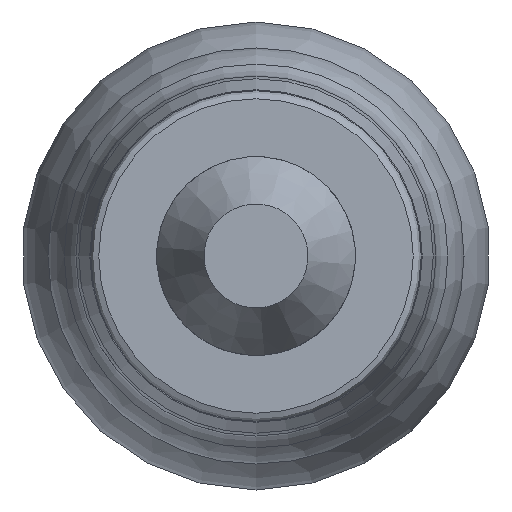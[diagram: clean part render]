
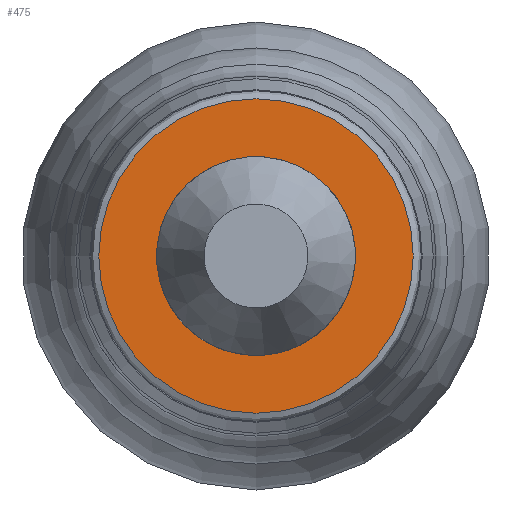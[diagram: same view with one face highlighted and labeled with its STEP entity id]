
A CAD part, left-side view. The second image highlights one B-rep face of the part: STEP entity #475.
In plain terms, the highlighted planar face has unit normal (-1, 0, 0).
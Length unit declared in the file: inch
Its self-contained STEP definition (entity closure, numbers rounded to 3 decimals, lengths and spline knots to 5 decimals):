
#38 = DIRECTION ( 'NONE',  ( -1., 0., 0. ) ) ;
#66 = CARTESIAN_POINT ( 'NONE',  ( 0., 0., 0.01965 ) ) ;
#102 = FACE_OUTER_BOUND ( 'NONE', #403, .T. ) ;
#103 = AXIS2_PLACEMENT_3D ( 'NONE', #127, #240, #457 ) ;
#127 = CARTESIAN_POINT ( 'NONE',  ( 0., 0., 0. ) ) ;
#151 = CARTESIAN_POINT ( 'NONE',  ( 0., 0., 0. ) ) ;
#194 = CARTESIAN_POINT ( 'NONE',  ( 0., 0., -0.01243 ) ) ;
#240 = DIRECTION ( 'NONE',  ( -1., 0., 0. ) ) ;
#280 = EDGE_LOOP ( 'NONE', ( #579 ) ) ;
#346 = CIRCLE ( 'NONE', #653, 0.01243 ) ;
#403 = EDGE_LOOP ( 'NONE', ( #644 ) ) ;
#416 = EDGE_CURVE ( 'NONE', #643, #643, #346, .T. ) ;
#423 = CIRCLE ( 'NONE', #103, 0.01965 ) ;
#434 = PLANE ( 'NONE',  #494 ) ;
#457 = DIRECTION ( 'NONE',  ( 0., 0., 1. ) ) ;
#465 = DIRECTION ( 'NONE',  ( 0., 0., -1. ) ) ;
#475 = ADVANCED_FACE ( 'NONE', ( #599, #102 ), #434, .F. ) ;
#494 = AXIS2_PLACEMENT_3D ( 'NONE', #685, #514, #501 ) ;
#501 = DIRECTION ( 'NONE',  ( 0., 0., -1. ) ) ;
#514 = DIRECTION ( 'NONE',  ( 1., 0., 0. ) ) ;
#539 = VERTEX_POINT ( 'NONE', #66 ) ;
#558 = EDGE_CURVE ( 'NONE', #539, #539, #423, .T. ) ;
#579 = ORIENTED_EDGE ( 'NONE', *, *, #416, .F. ) ;
#599 = FACE_BOUND ( 'NONE', #280, .T. ) ;
#643 = VERTEX_POINT ( 'NONE', #194 ) ;
#644 = ORIENTED_EDGE ( 'NONE', *, *, #558, .T. ) ;
#653 = AXIS2_PLACEMENT_3D ( 'NONE', #151, #38, #465 ) ;
#685 = CARTESIAN_POINT ( 'NONE',  ( 0., 0.018, 0. ) ) ;
